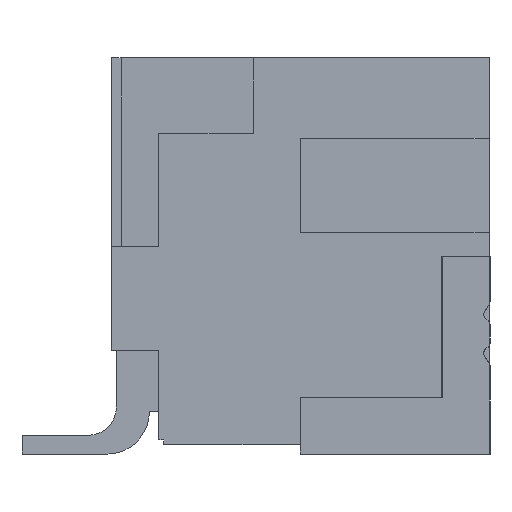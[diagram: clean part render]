
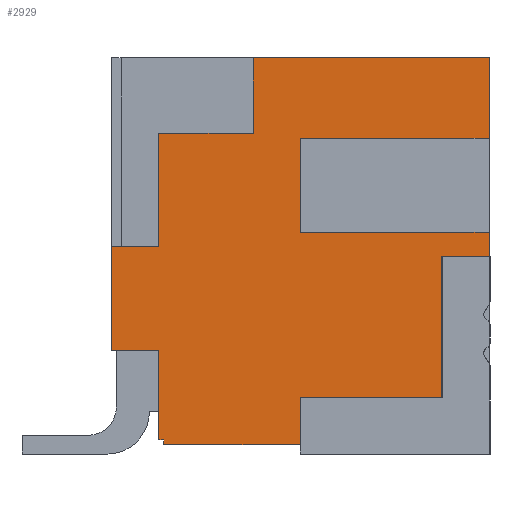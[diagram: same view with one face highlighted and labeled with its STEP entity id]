
A CAD part, left-side view. The second image highlights one B-rep face of the part: STEP entity #2929.
In plain terms, the highlighted planar face has unit normal (-1, 0, 0).
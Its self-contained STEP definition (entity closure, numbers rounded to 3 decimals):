
#272 = VERTEX_POINT('',#273);
#273 = CARTESIAN_POINT('',(-5.35,-2.,2.1));
#279 = EDGE_CURVE('',#272,#280,#282,.T.);
#280 = VERTEX_POINT('',#281);
#281 = CARTESIAN_POINT('',(-5.35,-2.,2.35));
#282 = LINE('',#283,#284);
#283 = CARTESIAN_POINT('',(-5.35,-2.,0.1));
#284 = VECTOR('',#285,1.);
#285 = DIRECTION('',(0.,0.,1.));
#304 = VERTEX_POINT('',#305);
#305 = CARTESIAN_POINT('',(-5.35,-2.,3.35));
#311 = EDGE_CURVE('',#304,#312,#314,.T.);
#312 = VERTEX_POINT('',#313);
#313 = CARTESIAN_POINT('',(-5.35,-2.,4.2));
#314 = LINE('',#315,#316);
#315 = CARTESIAN_POINT('',(-5.35,-2.,0.1));
#316 = VECTOR('',#317,1.);
#317 = DIRECTION('',(0.,0.,1.));
#1069 = EDGE_CURVE('',#312,#1070,#1072,.T.);
#1070 = VERTEX_POINT('',#1071);
#1071 = CARTESIAN_POINT('',(-5.35,0.5,4.2));
#1072 = LINE('',#1073,#1074);
#1073 = CARTESIAN_POINT('',(-5.35,-2.,4.2));
#1074 = VECTOR('',#1075,1.);
#1075 = DIRECTION('',(0.,1.,0.));
#1348 = VERTEX_POINT('',#1349);
#1349 = CARTESIAN_POINT('',(-5.35,2.,2.2));
#1355 = EDGE_CURVE('',#1348,#1356,#1358,.T.);
#1356 = VERTEX_POINT('',#1357);
#1357 = CARTESIAN_POINT('',(-5.35,2.,1.1));
#1358 = LINE('',#1359,#1360);
#1359 = CARTESIAN_POINT('',(-5.35,2.,4.2));
#1360 = VECTOR('',#1361,1.);
#1361 = DIRECTION('',(0.,0.,-1.));
#2021 = VERTEX_POINT('',#2022);
#2022 = CARTESIAN_POINT('',(-5.35,1.5,1.1));
#2028 = EDGE_CURVE('',#2021,#2029,#2031,.T.);
#2029 = VERTEX_POINT('',#2030);
#2030 = CARTESIAN_POINT('',(-5.35,1.5,0.15));
#2031 = LINE('',#2032,#2033);
#2032 = CARTESIAN_POINT('',(-5.35,1.5,1.1));
#2033 = VECTOR('',#2034,1.);
#2034 = DIRECTION('',(0.,0.,-1.));
#2051 = EDGE_CURVE('',#2029,#2052,#2054,.T.);
#2052 = VERTEX_POINT('',#2053);
#2053 = CARTESIAN_POINT('',(-5.35,1.45,0.15));
#2054 = LINE('',#2055,#2056);
#2055 = CARTESIAN_POINT('',(-5.35,1.5,0.15));
#2056 = VECTOR('',#2057,1.);
#2057 = DIRECTION('',(0.,-1.,0.));
#2075 = EDGE_CURVE('',#2052,#2076,#2078,.T.);
#2076 = VERTEX_POINT('',#2077);
#2077 = CARTESIAN_POINT('',(-5.35,1.45,0.1));
#2078 = LINE('',#2079,#2080);
#2079 = CARTESIAN_POINT('',(-5.35,1.45,0.15));
#2080 = VECTOR('',#2081,1.);
#2081 = DIRECTION('',(0.,0.,-1.));
#2131 = EDGE_CURVE('',#2076,#2132,#2134,.T.);
#2132 = VERTEX_POINT('',#2133);
#2133 = CARTESIAN_POINT('',(-5.35,0.,0.1));
#2134 = LINE('',#2135,#2136);
#2135 = CARTESIAN_POINT('',(-5.35,1.45,0.1));
#2136 = VECTOR('',#2137,1.);
#2137 = DIRECTION('',(0.,-1.,0.));
#2905 = VERTEX_POINT('',#2906);
#2906 = CARTESIAN_POINT('',(-5.35,-1.5,2.1));
#2912 = EDGE_CURVE('',#2905,#272,#2913,.T.);
#2913 = LINE('',#2914,#2915);
#2914 = CARTESIAN_POINT('',(-5.35,-1.5,2.1));
#2915 = VECTOR('',#2916,1.);
#2916 = DIRECTION('',(0.,-1.,0.));
#2929 = ADVANCED_FACE('',(#2930),#3021,.F.);
#2930 = FACE_BOUND('',#2931,.F.);
#2931 = EDGE_LOOP('',(#2932,#2933,#2934,#2942,#2950,#2956,#2957,#2958,
    #2959,#2960,#2966,#2967,#2975,#2983,#2991,#2997,#2998,#2999,#3007,
    #3015));
#2932 = ORIENTED_EDGE('',*,*,#279,.F.);
#2933 = ORIENTED_EDGE('',*,*,#2912,.F.);
#2934 = ORIENTED_EDGE('',*,*,#2935,.F.);
#2935 = EDGE_CURVE('',#2936,#2905,#2938,.T.);
#2936 = VERTEX_POINT('',#2937);
#2937 = CARTESIAN_POINT('',(-5.35,-1.5,0.6));
#2938 = LINE('',#2939,#2940);
#2939 = CARTESIAN_POINT('',(-5.35,-1.5,0.6));
#2940 = VECTOR('',#2941,1.);
#2941 = DIRECTION('',(0.,0.,1.));
#2942 = ORIENTED_EDGE('',*,*,#2943,.F.);
#2943 = EDGE_CURVE('',#2944,#2936,#2946,.T.);
#2944 = VERTEX_POINT('',#2945);
#2945 = CARTESIAN_POINT('',(-5.35,0.,0.6));
#2946 = LINE('',#2947,#2948);
#2947 = CARTESIAN_POINT('',(-5.35,0.,0.6));
#2948 = VECTOR('',#2949,1.);
#2949 = DIRECTION('',(0.,-1.,0.));
#2950 = ORIENTED_EDGE('',*,*,#2951,.F.);
#2951 = EDGE_CURVE('',#2132,#2944,#2952,.T.);
#2952 = LINE('',#2953,#2954);
#2953 = CARTESIAN_POINT('',(-5.35,0.,0.1));
#2954 = VECTOR('',#2955,1.);
#2955 = DIRECTION('',(0.,0.,1.));
#2956 = ORIENTED_EDGE('',*,*,#2131,.F.);
#2957 = ORIENTED_EDGE('',*,*,#2075,.F.);
#2958 = ORIENTED_EDGE('',*,*,#2051,.F.);
#2959 = ORIENTED_EDGE('',*,*,#2028,.F.);
#2960 = ORIENTED_EDGE('',*,*,#2961,.F.);
#2961 = EDGE_CURVE('',#1356,#2021,#2962,.T.);
#2962 = LINE('',#2963,#2964);
#2963 = CARTESIAN_POINT('',(-5.35,2.,1.1));
#2964 = VECTOR('',#2965,1.);
#2965 = DIRECTION('',(0.,-1.,0.));
#2966 = ORIENTED_EDGE('',*,*,#1355,.F.);
#2967 = ORIENTED_EDGE('',*,*,#2968,.F.);
#2968 = EDGE_CURVE('',#2969,#1348,#2971,.T.);
#2969 = VERTEX_POINT('',#2970);
#2970 = CARTESIAN_POINT('',(-5.35,1.5,2.2));
#2971 = LINE('',#2972,#2973);
#2972 = CARTESIAN_POINT('',(-5.35,1.5,2.2));
#2973 = VECTOR('',#2974,1.);
#2974 = DIRECTION('',(0.,1.,0.));
#2975 = ORIENTED_EDGE('',*,*,#2976,.F.);
#2976 = EDGE_CURVE('',#2977,#2969,#2979,.T.);
#2977 = VERTEX_POINT('',#2978);
#2978 = CARTESIAN_POINT('',(-5.35,1.5,3.4));
#2979 = LINE('',#2980,#2981);
#2980 = CARTESIAN_POINT('',(-5.35,1.5,3.4));
#2981 = VECTOR('',#2982,1.);
#2982 = DIRECTION('',(0.,0.,-1.));
#2983 = ORIENTED_EDGE('',*,*,#2984,.F.);
#2984 = EDGE_CURVE('',#2985,#2977,#2987,.T.);
#2985 = VERTEX_POINT('',#2986);
#2986 = CARTESIAN_POINT('',(-5.35,0.5,3.4));
#2987 = LINE('',#2988,#2989);
#2988 = CARTESIAN_POINT('',(-5.35,0.5,3.4));
#2989 = VECTOR('',#2990,1.);
#2990 = DIRECTION('',(0.,1.,0.));
#2991 = ORIENTED_EDGE('',*,*,#2992,.F.);
#2992 = EDGE_CURVE('',#1070,#2985,#2993,.T.);
#2993 = LINE('',#2994,#2995);
#2994 = CARTESIAN_POINT('',(-5.35,0.5,4.2));
#2995 = VECTOR('',#2996,1.);
#2996 = DIRECTION('',(0.,0.,-1.));
#2997 = ORIENTED_EDGE('',*,*,#1069,.F.);
#2998 = ORIENTED_EDGE('',*,*,#311,.F.);
#2999 = ORIENTED_EDGE('',*,*,#3000,.T.);
#3000 = EDGE_CURVE('',#304,#3001,#3003,.T.);
#3001 = VERTEX_POINT('',#3002);
#3002 = CARTESIAN_POINT('',(-5.35,0.,3.35));
#3003 = LINE('',#3004,#3005);
#3004 = CARTESIAN_POINT('',(-5.35,-2.,3.35));
#3005 = VECTOR('',#3006,1.);
#3006 = DIRECTION('',(-0.,1.,0.));
#3007 = ORIENTED_EDGE('',*,*,#3008,.F.);
#3008 = EDGE_CURVE('',#3009,#3001,#3011,.T.);
#3009 = VERTEX_POINT('',#3010);
#3010 = CARTESIAN_POINT('',(-5.35,0.,2.35));
#3011 = LINE('',#3012,#3013);
#3012 = CARTESIAN_POINT('',(-5.35,0.,2.35));
#3013 = VECTOR('',#3014,1.);
#3014 = DIRECTION('',(0.,0.,1.));
#3015 = ORIENTED_EDGE('',*,*,#3016,.F.);
#3016 = EDGE_CURVE('',#280,#3009,#3017,.T.);
#3017 = LINE('',#3018,#3019);
#3018 = CARTESIAN_POINT('',(-5.35,-2.,2.35));
#3019 = VECTOR('',#3020,1.);
#3020 = DIRECTION('',(-0.,1.,0.));
#3021 = PLANE('',#3022);
#3022 = AXIS2_PLACEMENT_3D('',#3023,#3024,#3025);
#3023 = CARTESIAN_POINT('',(-5.35,-2.,0.1));
#3024 = DIRECTION('',(1.,0.,0.));
#3025 = DIRECTION('',(0.,1.,0.));
